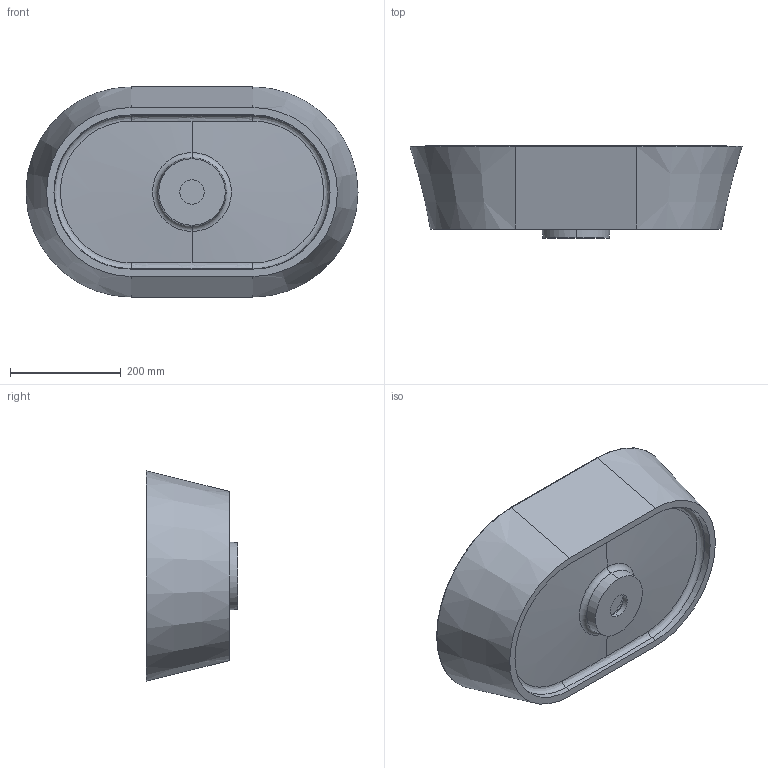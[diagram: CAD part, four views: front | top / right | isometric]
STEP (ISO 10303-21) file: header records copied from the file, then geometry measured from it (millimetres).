
FILE_DESCRIPTION (( 'STEP AP203' ), '1' );
FILE_NAME ('MARMY MAXIMO C 600.STEP', '2021-04-26T16:41:47', ( '' ), ( '' ), 'SwSTEP 2.0', 'SolidWorks 2019', '' );
FILE_SCHEMA (( 'CONFIG_CONTROL_DESIGN' ));
Length unit declared in the file: millimetre
Products named in the file (1): MARMY MAXIMO C 600
Bounding box: 599.44 x 166 x 379.44 mm (x, y, z)
Volume: 5390061 mm3; surface area: 732937.7 mm2
Topology: 2 solids, 2 shells, 69 faces, 148 edges, 84 vertices
Faces by surface type: cone 22, torus 18, plane 11, cylinder 10, bspline 8
Entity records: 4037 total; most frequent: CARTESIAN_POINT 2480, DIRECTION 334, ORIENTED_EDGE 296, EDGE_CURVE 148, AXIS2_PLACEMENT_3D 144, VERTEX_POINT 84, CIRCLE 82, EDGE_LOOP 72
